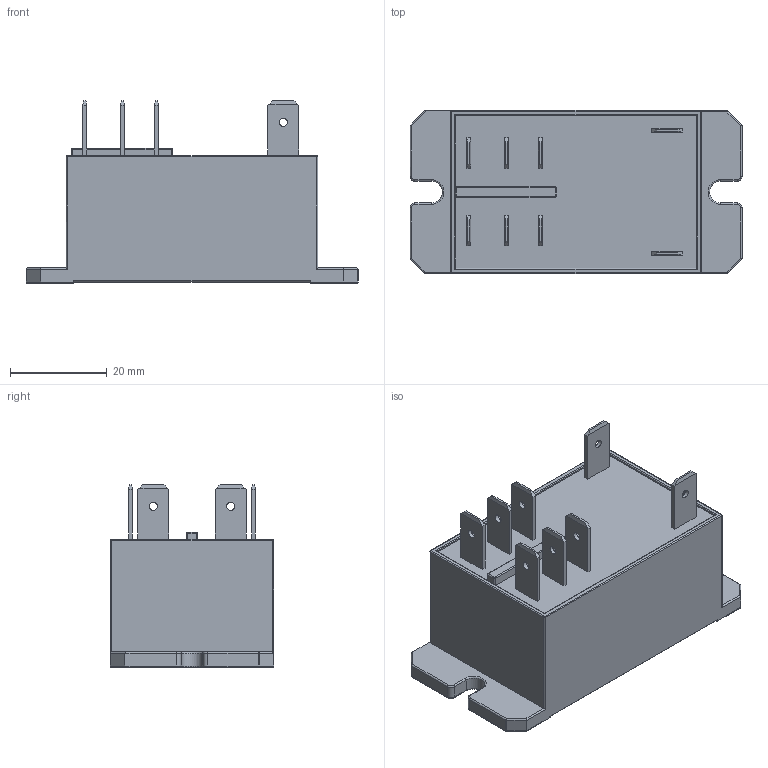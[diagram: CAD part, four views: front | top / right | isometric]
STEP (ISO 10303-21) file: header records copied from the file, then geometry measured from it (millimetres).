
FILE_DESCRIPTION(/* description */ (''),/* implementation_level */ '2;1');
FILE_NAME(/* name */ 'FILE_STP_CAD_DRAWING_3d_HR802C_prt.stp',/* time_stamp */ '2022-10-10T09:37:28+02:00',/* author */ (''),/* organization */ (''),/* preprocessor_version */ 'ST-DEVELOPER v16.7',/* originating_system */ 'SIEMENS PLM Software NX 12.0',/* authorisation */ '');
FILE_SCHEMA (('AUTOMOTIVE_DESIGN { 1 0 10303 214 3 1 1 1 }'));
Length unit declared in the file: millimetre
Products named in the file (1): 3d_HR802C
Bounding box: 68.6 x 33.7 x 37.8 mm (x, y, z)
Surface area: 10546.3 mm2 (no closed solid volume)
Topology: 0 solids, 1 shells, 203 faces, 512 edges, 311 vertices
Faces by surface type: plane 107, cylinder 70, torus 12, sphere 10, bspline 4
Full cylindrical faces by diameter (mm): 1.7 x8
Entity records: 5949 total; most frequent: CARTESIAN_POINT 1058, DIRECTION 1030, ORIENTED_EDGE 976, EDGE_CURVE 488, LINE 348, VECTOR 348, AXIS2_PLACEMENT_3D 341, VERTEX_POINT 304
